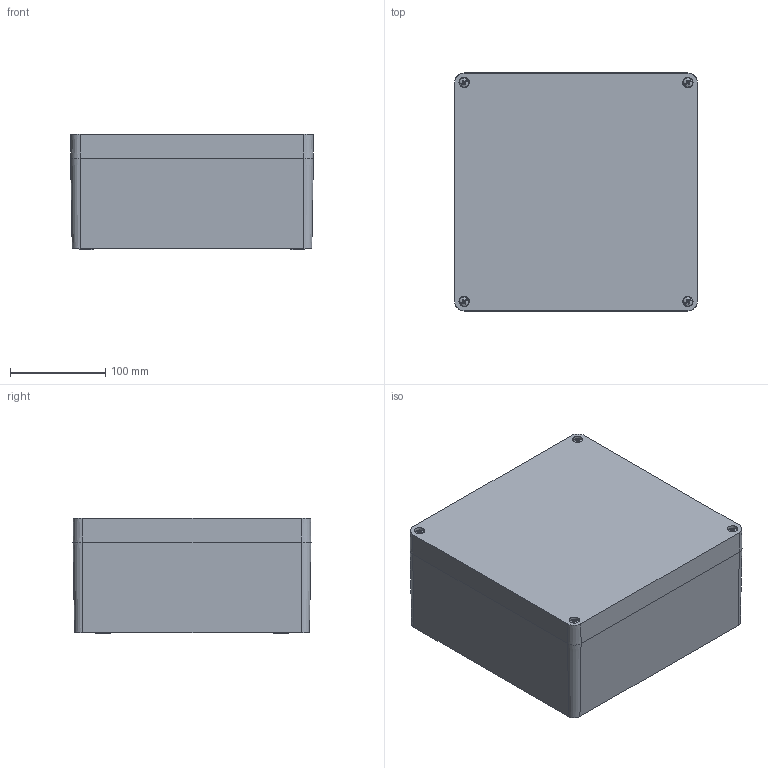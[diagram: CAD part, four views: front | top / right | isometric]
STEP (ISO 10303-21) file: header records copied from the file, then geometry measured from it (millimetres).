
FILE_DESCRIPTION(('CATIA V5R24 STEP','CAx-IF Rec.Pracs.--- Model Styling and Organization---1.2---2011-12-15'),'2;1');
FILE_NAME ('010912-5_1', '2018-04-25T11:54:54+00:00', ('Weidmueller Interface'), ('Weidmueller'), 'CATIA Version 5-6 Release 2014 SP4 HF52', 'CATIA V5 STEP AP214', 'none');
FILE_SCHEMA(('AUTOMOTIVE_DESIGN { 1 0 10303 214 1 1 1 1 }'));
Length unit declared in the file: millimetre
Products named in the file (1): KLIPPON_POK_252512
Bounding box: 255 x 250 x 121 mm (x, y, z)
Volume: 1532880.4 mm3; surface area: 513683.5 mm2
Topology: 7 solids, 7 shells, 673 faces, 1610 edges, 954 vertices
Faces by surface type: plane 275, cone 200, cylinder 114, torus 60, sphere 24
Entity records: 19211 total; most frequent: CARTESIAN_POINT 5140, ORIENTED_EDGE 3156, DIRECTION 2310, EDGE_CURVE 1578, AXIS2_PLACEMENT_3D 1089, VERTEX_POINT 954, EDGE_LOOP 726, VECTOR 708
